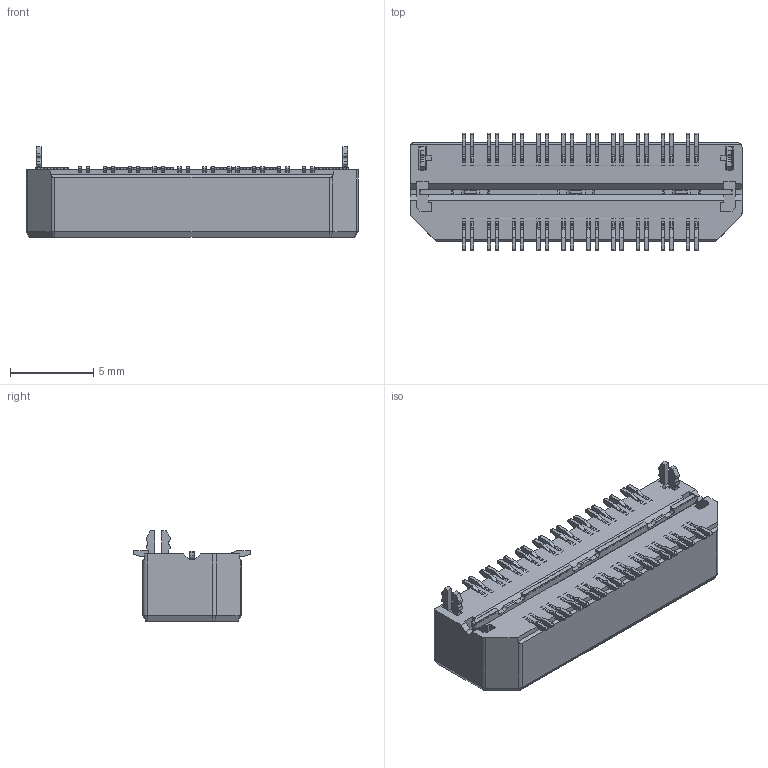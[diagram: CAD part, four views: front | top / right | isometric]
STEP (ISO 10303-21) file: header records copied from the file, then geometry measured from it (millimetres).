
FILE_DESCRIPTION( ('This file contains a STEP AP42 implementation' ,'as created by ZW3D STEP Interface translator.') ,'2;1' );
FILE_NAME( '37202-PMXXX-XXXXXX11.stp' ,'231220.1558 5', (''), ('ZWCAD Software Co.'), 'Version 1.0', 'ZW3D to STEP translator', '' );
FILE_SCHEMA(('AUTOMOTIVE_DESIGN { 1 0 10303 214 1 1 1 1 }'));
Length unit declared in the file: millimetre
Products named in the file (3): 0; 37202-PMXXX-XXXXXX11; QTH-TERMINAL-STICK-ASS_2
Assembly tree (1 placements, depth 2):
  0
  37202-PMXXX-XXXXXX11
    QTH-TERMINAL-STICK-ASS_2
Bounding box: 20 x 7.1 x 5.46 mm (x, y, z)
Volume: 0 mm3; surface area: 1059.2 mm2
Topology: 4 solids, 5 shells, 3173 faces, 8906 edges, 5816 vertices
Faces by surface type: plane 2543, cylinder 624, cone 6
Entity records: 104647 total; most frequent: CARTESIAN_POINT 18648, ORIENTED_EDGE 18076, DIRECTION 16164, EDGE_CURVE 8903, VECTOR 7548, LINE 7548, VERTEX_POINT 5816, AXIS2_PLACEMENT_3D 4308
